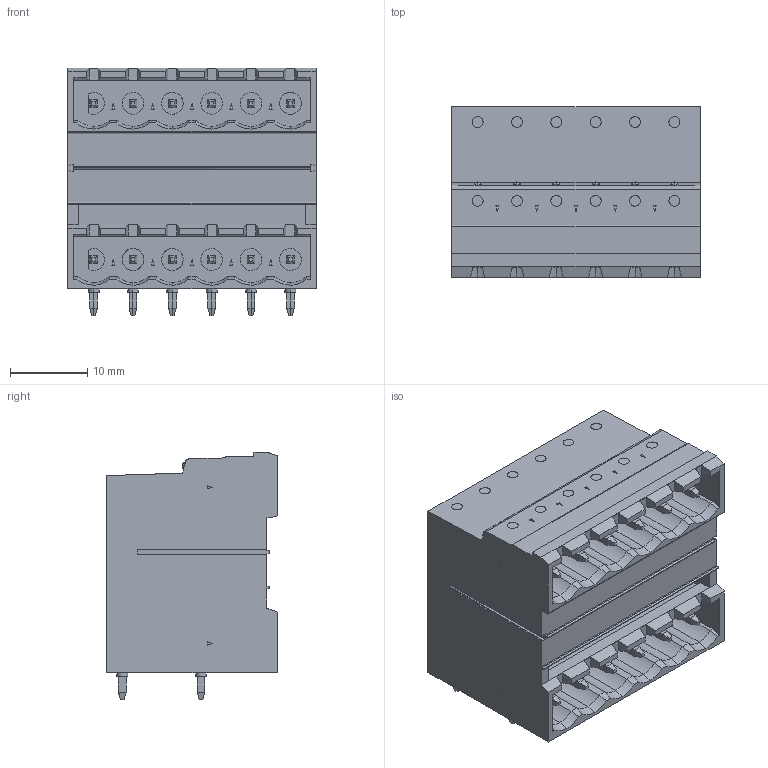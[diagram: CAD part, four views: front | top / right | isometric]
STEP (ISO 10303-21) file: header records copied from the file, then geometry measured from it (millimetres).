
FILE_DESCRIPTION(/* description */ (''),/* implementation_level */ '2;1');
FILE_NAME(/* name */ 'pxc_1762415_01_MDSTB-2-5-6-G1-5-08_3D',/* time_stamp */ '2020-01-13T05:01:13-03:00',/* author */ (''),/* organization */ (''),/* preprocessor_version */ 'ST-DEVELOPER v10',/* originating_system */ '',/* authorisation */ '');
FILE_SCHEMA (('AUTOMOTIVE_DESIGN'));
Length unit declared in the file: millimetre
Products named in the file (1): 1
Bounding box: 32.04 x 22 x 32 mm (x, y, z)
Volume: 15438.7 mm3; surface area: 6465.4 mm2
Topology: 1 solids, 1 shells, 979 faces, 2202 edges, 1294 vertices
Faces by surface type: plane 821, bspline 158
Entity records: 23915 total; most frequent: CARTESIAN_POINT 8723, ORIENTED_EDGE 4404, EDGE_CURVE 2202, B_SPLINE_CURVE_WITH_KNOTS 1713, VERTEX_POINT 1294, EDGE_LOOP 1048, ADVANCED_FACE 979, FACE_OUTER_BOUND 979
